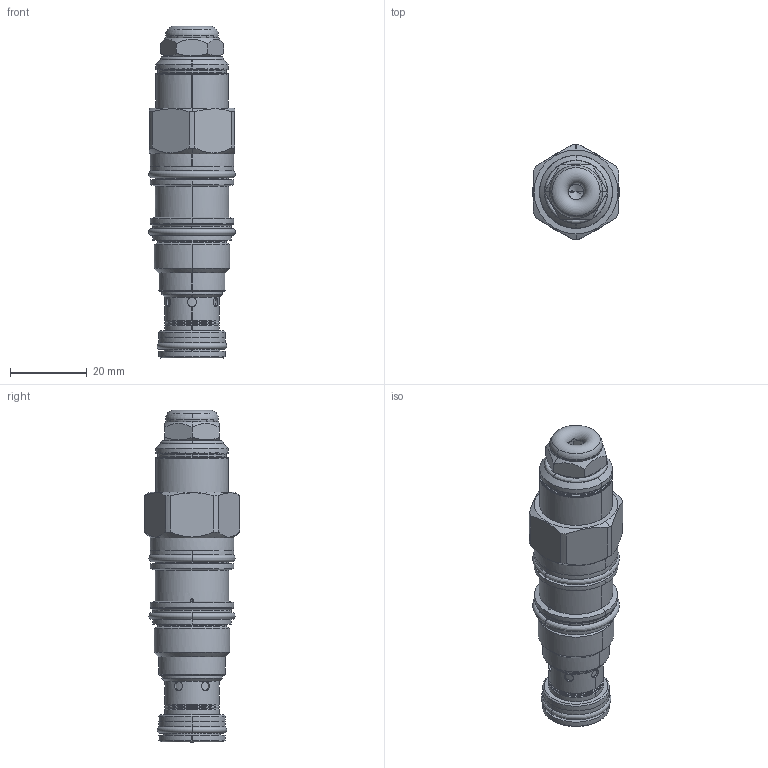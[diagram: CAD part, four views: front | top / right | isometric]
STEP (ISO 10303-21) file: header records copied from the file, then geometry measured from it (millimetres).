
FILE_DESCRIPTION((''),'2;1');
FILE_NAME('CABGLHN_SW_PRT','2019-03-22T',('charlief'),(''),'PRO/ENGINEER BY PARAMETRIC TECHNOLOGY CORPORATION, 2016010','PRO/ENGINEER BY PARAMETRIC TECHNOLOGY CORPORATION, 2016010','');
FILE_SCHEMA(('CONFIG_CONTROL_DESIGN'));
Products named in the file (1): CABGLHN_SW_PRT
Bounding box: 22.55 x 24.84 x 86.49 mm (x, y, z)
Surface area: 12254.9 mm2 (no closed solid volume)
Topology: 0 solids, 0 shells, 315 faces, 1516 edges, 1494 vertices
Faces by surface type: bspline 273, torus 42
Entity records: 56327 total; most frequent: CARTESIAN_POINT 42675, DIRECTION 2294, TRIMMED_CURVE 1825, DEFINITIONAL_REPRESENTATION 1474, PCURVE 1474, COMPOSITE_CURVE_SEGMENT 1474, VECTOR 1440, LINE 1440
